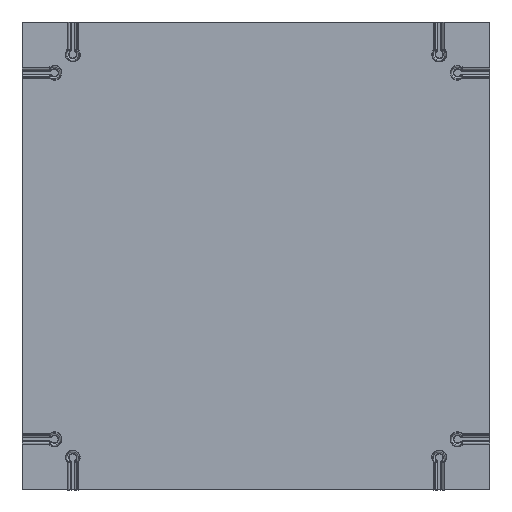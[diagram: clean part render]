
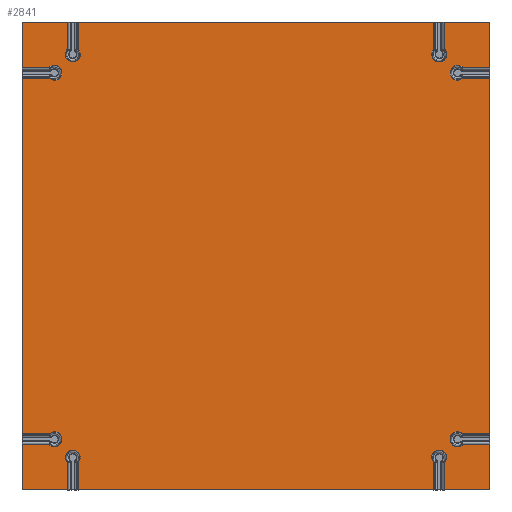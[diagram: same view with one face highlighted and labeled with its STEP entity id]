
A CAD part, top view. The second image highlights one B-rep face of the part: STEP entity #2841.
In plain terms, the highlighted planar face has unit normal (0, 0, -1).
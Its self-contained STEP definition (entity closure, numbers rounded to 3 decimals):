
#1301 = VERTEX_POINT('',#1302);
#1302 = CARTESIAN_POINT('',(-60.,-60.,-15.));
#1308 = EDGE_CURVE('',#1301,#1309,#1311,.T.);
#1309 = VERTEX_POINT('',#1310);
#1310 = CARTESIAN_POINT('',(60.,-60.,-15.));
#1311 = LINE('',#1312,#1313);
#1312 = CARTESIAN_POINT('',(-60.,-60.,-15.));
#1313 = VECTOR('',#1314,1.);
#1314 = DIRECTION('',(1.,0.,0.));
#1543 = VERTEX_POINT('',#1544);
#1544 = CARTESIAN_POINT('',(60.,60.,-15.));
#1550 = EDGE_CURVE('',#1543,#1551,#1553,.T.);
#1551 = VERTEX_POINT('',#1552);
#1552 = CARTESIAN_POINT('',(-60.,60.,-15.));
#1553 = LINE('',#1554,#1555);
#1554 = CARTESIAN_POINT('',(60.,60.,-15.));
#1555 = VECTOR('',#1556,1.);
#1556 = DIRECTION('',(-1.,0.,0.));
#1912 = EDGE_CURVE('',#1309,#1543,#1913,.T.);
#1913 = LINE('',#1914,#1915);
#1914 = CARTESIAN_POINT('',(60.,-60.,-15.));
#1915 = VECTOR('',#1916,1.);
#1916 = DIRECTION('',(0.,1.,0.));
#2413 = EDGE_CURVE('',#1551,#1301,#2414,.T.);
#2414 = LINE('',#2415,#2416);
#2415 = CARTESIAN_POINT('',(-60.,60.,-15.));
#2416 = VECTOR('',#2417,1.);
#2417 = DIRECTION('',(0.,-1.,0.));
#2841 = ADVANCED_FACE('',(#2842),#2848,.F.);
#2842 = FACE_BOUND('',#2843,.F.);
#2843 = EDGE_LOOP('',(#2844,#2845,#2846,#2847));
#2844 = ORIENTED_EDGE('',*,*,#1308,.T.);
#2845 = ORIENTED_EDGE('',*,*,#1912,.T.);
#2846 = ORIENTED_EDGE('',*,*,#1550,.T.);
#2847 = ORIENTED_EDGE('',*,*,#2413,.T.);
#2848 = PLANE('',#2849);
#2849 = AXIS2_PLACEMENT_3D('',#2850,#2851,#2852);
#2850 = CARTESIAN_POINT('',(0.,0.,-15.));
#2851 = DIRECTION('',(0.,0.,1.));
#2852 = DIRECTION('',(1.,0.,0.));
